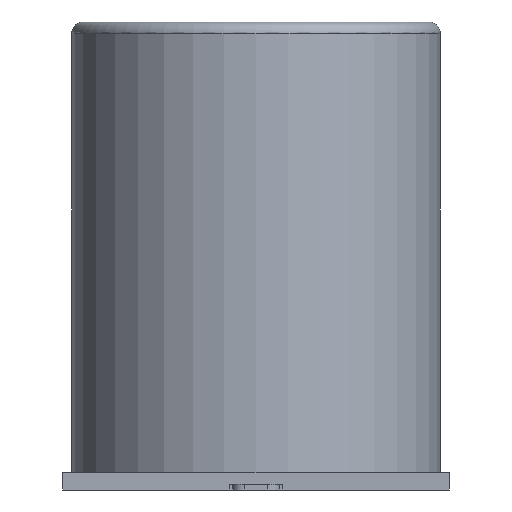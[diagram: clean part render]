
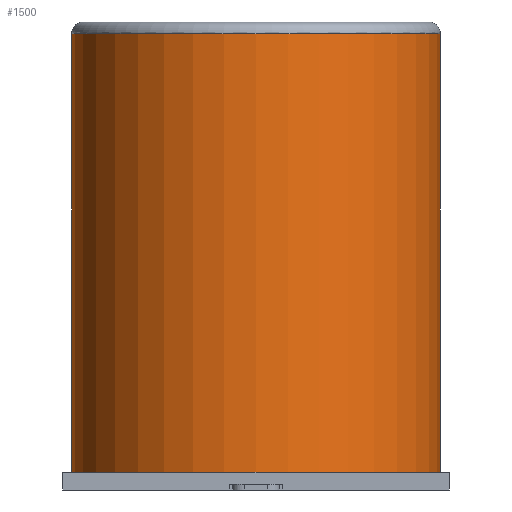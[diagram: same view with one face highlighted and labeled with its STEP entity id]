
A CAD part, front view. The second image highlights one B-rep face of the part: STEP entity #1500.
In plain terms, the highlighted cylindrical face has radius 3.15 mm (diameter 6.3 mm), a partial arc.
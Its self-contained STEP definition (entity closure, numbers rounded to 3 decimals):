
#25 = DIRECTION ( 'NONE',  ( 0., 0., -1. ) ) ;
#89 = CARTESIAN_POINT ( 'NONE',  ( -3.15, 0., 8. ) ) ;
#185 = ORIENTED_EDGE ( 'NONE', *, *, #6523, .T. ) ;
#207 = DIRECTION ( 'NONE',  ( 0., 0., -1. ) ) ;
#228 = CARTESIAN_POINT ( 'NONE',  ( 3.15, 0., 8. ) ) ;
#282 = CARTESIAN_POINT ( 'NONE',  ( 0., 0., 7.8 ) ) ;
#299 = DIRECTION ( 'NONE',  ( 1., 0., 0. ) ) ;
#408 = VERTEX_POINT ( 'NONE', #2338 ) ;
#474 = VERTEX_POINT ( 'NONE', #5291 ) ;
#937 = DIRECTION ( 'NONE',  ( 0., 0., -1. ) ) ;
#1174 = EDGE_CURVE ( 'NONE', #5751, #408, #5608, .T. ) ;
#1276 = FACE_OUTER_BOUND ( 'NONE', #2188, .T. ) ;
#1500 = ADVANCED_FACE ( 'NONE', ( #1276 ), #4531, .T. ) ;
#1604 = ORIENTED_EDGE ( 'NONE', *, *, #5695, .T. ) ;
#1762 = LINE ( 'NONE', #89, #2271 ) ;
#2075 = AXIS2_PLACEMENT_3D ( 'NONE', #6414, #4957, #5888 ) ;
#2175 = ORIENTED_EDGE ( 'NONE', *, *, #6448, .F. ) ;
#2188 = EDGE_LOOP ( 'NONE', ( #2175, #3515, #185, #1604 ) ) ;
#2271 = VECTOR ( 'NONE', #25, 1000. ) ;
#2338 = CARTESIAN_POINT ( 'NONE',  ( -3.15, 0., 7.8 ) ) ;
#2413 = AXIS2_PLACEMENT_3D ( 'NONE', #282, #937, #299 ) ;
#2513 = VECTOR ( 'NONE', #207, 1000. ) ;
#2524 = AXIS2_PLACEMENT_3D ( 'NONE', #3059, #3051, #3047 ) ;
#2827 = LINE ( 'NONE', #228, #2513 ) ;
#2996 = CARTESIAN_POINT ( 'NONE',  ( 3.15, 0., 7.8 ) ) ;
#3047 = DIRECTION ( 'NONE',  ( 1., 0., 0. ) ) ;
#3051 = DIRECTION ( 'NONE',  ( 0., 0., 1. ) ) ;
#3059 = CARTESIAN_POINT ( 'NONE',  ( 0., 0., 0.3 ) ) ;
#3515 = ORIENTED_EDGE ( 'NONE', *, *, #1174, .T. ) ;
#4531 = CYLINDRICAL_SURFACE ( 'NONE', #2075, 3.15 ) ;
#4639 = CIRCLE ( 'NONE', #2524, 3.15 ) ;
#4957 = DIRECTION ( 'NONE',  ( 0., 0., -1. ) ) ;
#5205 = VERTEX_POINT ( 'NONE', #6373 ) ;
#5291 = CARTESIAN_POINT ( 'NONE',  ( 3.15, 0., 0.3 ) ) ;
#5608 = CIRCLE ( 'NONE', #2413, 3.15 ) ;
#5695 = EDGE_CURVE ( 'NONE', #5205, #474, #4639, .T. ) ;
#5751 = VERTEX_POINT ( 'NONE', #2996 ) ;
#5888 = DIRECTION ( 'NONE',  ( -1., 0., 0. ) ) ;
#6373 = CARTESIAN_POINT ( 'NONE',  ( -3.15, 0., 0.3 ) ) ;
#6414 = CARTESIAN_POINT ( 'NONE',  ( 0., 0., 8. ) ) ;
#6448 = EDGE_CURVE ( 'NONE', #5751, #474, #2827, .T. ) ;
#6523 = EDGE_CURVE ( 'NONE', #408, #5205, #1762, .T. ) ;
